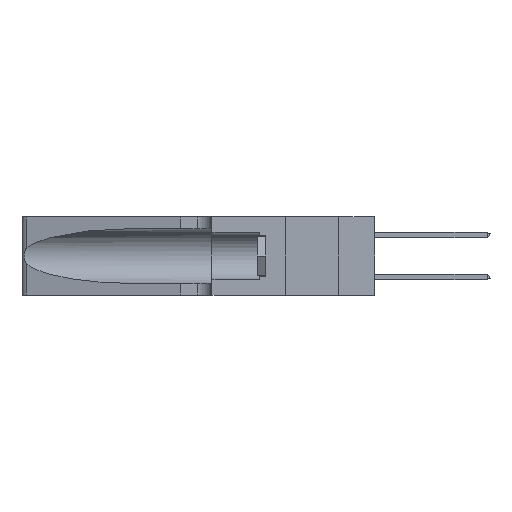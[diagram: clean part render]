
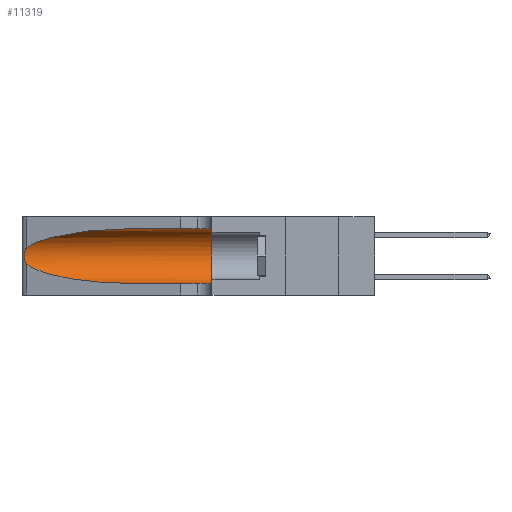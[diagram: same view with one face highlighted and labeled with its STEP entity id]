
A CAD part, left-side view. The second image highlights one B-rep face of the part: STEP entity #11319.
In plain terms, the highlighted cylindrical face has radius 3.308 mm (diameter 6.617 mm), a partial arc.
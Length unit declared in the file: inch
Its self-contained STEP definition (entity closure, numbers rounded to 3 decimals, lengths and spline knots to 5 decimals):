
#2 = CARTESIAN_POINT ( 'NONE',  ( 0.25487, 1.22718, 0.22369 ) ) ;
#6 = VECTOR ( 'NONE', #15443, 39.37008 ) ;
#41 = CARTESIAN_POINT ( 'NONE',  ( 0.25555, 1.22993, 0.14849 ) ) ;
#749 = CARTESIAN_POINT ( 'NONE',  ( 0.1305, 1.61858, 0.05475 ) ) ;
#900 = VERTEX_POINT ( 'NONE', #5696 ) ;
#2294 =( BOUNDED_CURVE ( )  B_SPLINE_CURVE ( 3, ( #18730, #20534, #9714, #22339 ),
 .UNSPECIFIED., .F., .F. ) 
 B_SPLINE_CURVE_WITH_KNOTS ( ( 4, 4 ),
 ( 3.44316, 4.71239 ),
 .UNSPECIFIED. ) 
 CURVE ( )  GEOMETRIC_REPRESENTATION_ITEM ( )  RATIONAL_B_SPLINE_CURVE ( ( 1., 0.87, 0.87, 1. ) ) 
 REPRESENTATION_ITEM ( '' )  );
#2295 = FACE_OUTER_BOUND ( 'NONE', #9893, .T. ) ;
#2591 = VERTEX_POINT ( 'NONE', #15768 ) ;
#2614 = CARTESIAN_POINT ( 'NONE',  ( 0.25487, 1.22718, 0.22369 ) ) ;
#2946 = ORIENTED_EDGE ( 'NONE', *, *, #8074, .T. ) ;
#3104 = ORIENTED_EDGE ( 'NONE', *, *, #18599, .F. ) ;
#3111 = EDGE_CURVE ( 'NONE', #20203, #11869, #18320, .T. ) ;
#3519 = EDGE_CURVE ( 'NONE', #15300, #21131, #15065, .T. ) ;
#3684 = CARTESIAN_POINT ( 'NONE',  ( 0.25787, 1.23484, 0.2124 ) ) ;
#4233 = ORIENTED_EDGE ( 'NONE', *, *, #12976, .T. ) ;
#4797 = DIRECTION ( 'NONE',  ( 0., -1., 0. ) ) ;
#4994 = VECTOR ( 'NONE', #4797, 39.37008 ) ;
#5517 = CARTESIAN_POINT ( 'NONE',  ( 0.2373, 1.15595, 0.28018 ) ) ;
#5552 = CARTESIAN_POINT ( 'NONE',  ( 0.26018, 1.23835, 0.19895 ) ) ;
#5574 = LINE ( 'NONE', #22537, #4994 ) ;
#5696 = CARTESIAN_POINT ( 'NONE',  ( 0.25487, 1.22718, 0.14631 ) ) ;
#6587 = DIRECTION ( 'NONE',  ( 0., 1., 0. ) ) ;
#7387 = CARTESIAN_POINT ( 'NONE',  ( 0.18966, 0.96281, 0.31525 ) ) ;
#7428 = CARTESIAN_POINT ( 'NONE',  ( 0.26075, 1.23896, 0.178 ) ) ;
#8074 = EDGE_CURVE ( 'NONE', #900, #20203, #2294, .T. ) ;
#9083 = B_SPLINE_CURVE_WITH_KNOTS ( 'NONE', 3,
 ( #17031, #11036, #14664, #3684, #16461, #5552, #18288, #7428, #20086, #9263, #21878, #11113, #41, #12933 ),
 .UNSPECIFIED., .F., .F.,
 ( 4, 2, 2, 2, 2, 2, 4 ),
 ( 0., 0.00027, 0.00053, 0.00107, 0.0016, 0.00187, 0.00214 ),
 .UNSPECIFIED. ) ;
#9263 = CARTESIAN_POINT ( 'NONE',  ( 0.25856, 1.23593, 0.16098 ) ) ;
#9714 = CARTESIAN_POINT ( 'NONE',  ( 0.18966, 0.96281, 0.05475 ) ) ;
#9893 = EDGE_LOOP ( 'NONE', ( #20071, #4233, #2946, #22995, #3104, #14829 ) ) ;
#10461 = CARTESIAN_POINT ( 'NONE',  ( 0.1305, 0.72297, 0.05475 ) ) ;
#10520 = CARTESIAN_POINT ( 'NONE',  ( 0.1305, 0.72297, 0.31525 ) ) ;
#10875 = CIRCLE ( 'NONE', #14350, 0.13025 ) ;
#11036 = CARTESIAN_POINT ( 'NONE',  ( 0.25555, 1.22994, 0.2215 ) ) ;
#11073 = CARTESIAN_POINT ( 'NONE',  ( 0.1305, 0.72297, 0.31525 ) ) ;
#11113 = CARTESIAN_POINT ( 'NONE',  ( 0.25639, 1.23186, 0.15144 ) ) ;
#11319 = ADVANCED_FACE ( 'NONE', ( #2295 ), #11534, .F. ) ;
#11534 = CYLINDRICAL_SURFACE ( 'NONE', #12161, 0.13025 ) ;
#11869 = VERTEX_POINT ( 'NONE', #18228 ) ;
#12161 = AXIS2_PLACEMENT_3D ( 'NONE', #22166, #13131, #16748 ) ;
#12933 = CARTESIAN_POINT ( 'NONE',  ( 0.25487, 1.22718, 0.14631 ) ) ;
#12976 = EDGE_CURVE ( 'NONE', #21131, #900, #9083, .T. ) ;
#13131 = DIRECTION ( 'NONE',  ( 0., -1., 0. ) ) ;
#14350 = AXIS2_PLACEMENT_3D ( 'NONE', #17483, #6587, #19286 ) ;
#14664 = CARTESIAN_POINT ( 'NONE',  ( 0.25639, 1.23184, 0.21858 ) ) ;
#14829 = ORIENTED_EDGE ( 'NONE', *, *, #21840, .F. ) ;
#15065 =( BOUNDED_CURVE ( )  B_SPLINE_CURVE ( 3, ( #11073, #7387, #5517, #2 ),
 .UNSPECIFIED., .F., .T. ) 
 B_SPLINE_CURVE_WITH_KNOTS ( ( 4, 4 ),
 ( 1.5708, 2.84003 ),
 .UNSPECIFIED. ) 
 CURVE ( )  GEOMETRIC_REPRESENTATION_ITEM ( )  RATIONAL_B_SPLINE_CURVE ( ( 1., 0.87, 0.87, 1. ) ) 
 REPRESENTATION_ITEM ( '' )  );
#15300 = VERTEX_POINT ( 'NONE', #10520 ) ;
#15443 = DIRECTION ( 'NONE',  ( 0., -1., 0. ) ) ;
#15768 = CARTESIAN_POINT ( 'NONE',  ( 0.1305, 0.35, 0.31525 ) ) ;
#16461 = CARTESIAN_POINT ( 'NONE',  ( 0.25854, 1.2359, 0.20912 ) ) ;
#16748 = DIRECTION ( 'NONE',  ( 0., 0., -1. ) ) ;
#17031 = CARTESIAN_POINT ( 'NONE',  ( 0.25487, 1.22718, 0.22369 ) ) ;
#17483 = CARTESIAN_POINT ( 'NONE',  ( 0.1305, 0.35, 0.185 ) ) ;
#18228 = CARTESIAN_POINT ( 'NONE',  ( 0.1305, 0.35, 0.05475 ) ) ;
#18288 = CARTESIAN_POINT ( 'NONE',  ( 0.26075, 1.23896, 0.19203 ) ) ;
#18320 = LINE ( 'NONE', #749, #6 ) ;
#18599 = EDGE_CURVE ( 'NONE', #2591, #11869, #10875, .T. ) ;
#18730 = CARTESIAN_POINT ( 'NONE',  ( 0.25487, 1.22718, 0.14631 ) ) ;
#19286 = DIRECTION ( 'NONE',  ( 0., 0., 1. ) ) ;
#20071 = ORIENTED_EDGE ( 'NONE', *, *, #3519, .T. ) ;
#20086 = CARTESIAN_POINT ( 'NONE',  ( 0.26017, 1.23833, 0.17102 ) ) ;
#20203 = VERTEX_POINT ( 'NONE', #10461 ) ;
#20534 = CARTESIAN_POINT ( 'NONE',  ( 0.2373, 1.15595, 0.08982 ) ) ;
#21131 = VERTEX_POINT ( 'NONE', #2614 ) ;
#21840 = EDGE_CURVE ( 'NONE', #15300, #2591, #5574, .T. ) ;
#21878 = CARTESIAN_POINT ( 'NONE',  ( 0.25789, 1.23486, 0.15765 ) ) ;
#22166 = CARTESIAN_POINT ( 'NONE',  ( 0.1305, 1.61858, 0.185 ) ) ;
#22339 = CARTESIAN_POINT ( 'NONE',  ( 0.1305, 0.72297, 0.05475 ) ) ;
#22537 = CARTESIAN_POINT ( 'NONE',  ( 0.1305, 1.61858, 0.31525 ) ) ;
#22995 = ORIENTED_EDGE ( 'NONE', *, *, #3111, .T. ) ;
